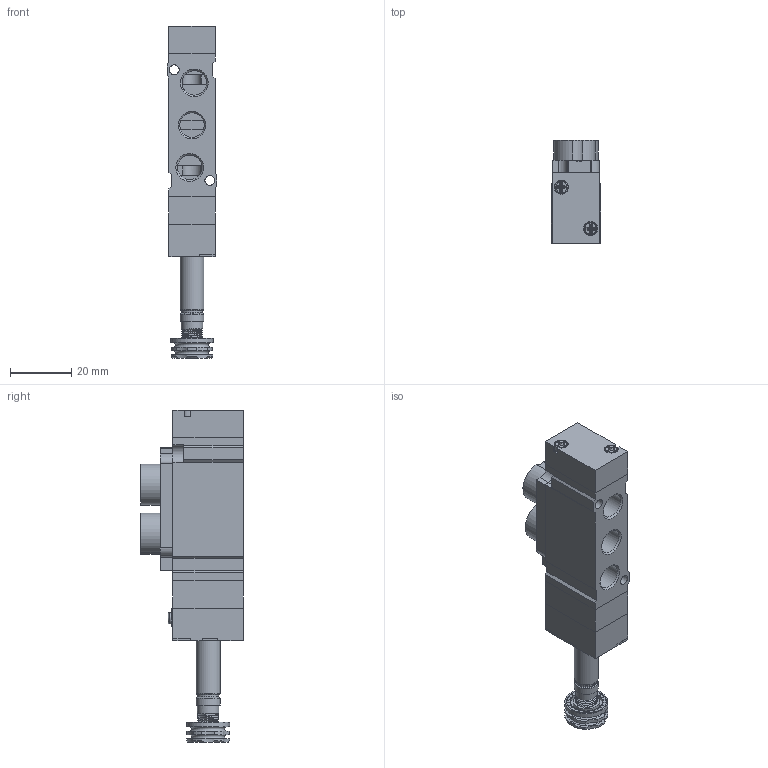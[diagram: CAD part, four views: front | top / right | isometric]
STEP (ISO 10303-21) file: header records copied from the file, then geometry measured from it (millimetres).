
FILE_DESCRIPTION(/* description */ (''),/* implementation_level */ '2;1');
FILE_NAME(/* name */ 'YPC-SCE311D-F5-P.stp',/* time_stamp */ '2017-10-27T10:14:10+02:00',/* author */ (''),/* organization */ (''),/* preprocessor_version */ 'ST-DEVELOPER v15.2',/* originating_system */ 'Autodesk Translator Framework v2.0.0.5431',/* authorisation */ '');
FILE_SCHEMA (('AUTOMOTIVE_DESIGN { 1 0 10303 214 3 1 1 }'));
Length unit declared in the file: centimetre
Products named in the file (1): (Unsaved)
Bounding box: 16.2 x 33.5 x 108 mm (x, y, z)
Volume: 26947.3 mm3; surface area: 16116.8 mm2
Topology: 11 solids, 11 shells, 440 faces, 1182 edges, 791 vertices
Faces by surface type: plane 292, cylinder 121, cone 16, torus 9, bspline 2
Full cylindrical faces by diameter (mm): 1.5 x3, 2.6 x2, 3 x2, 3.2 x2, 3.6 x1, 4 x1, 4.3 x6, 4.5 x4, 5.4 x2, 5.5 x2, 6.15 x2, 6.5 x1, 6.8 x1, 7 x11, 7.8 x3, 8 x3, 8.5 x2, 8.6 x1, 10.6 x1, 14 x1
Entity records: 14746 total; most frequent: CARTESIAN_POINT 4100, ORIENTED_EDGE 2190, DIRECTION 2097, EDGE_CURVE 1095, VERTEX_POINT 778, LINE 731, VECTOR 731, AXIS2_PLACEMENT_3D 683
